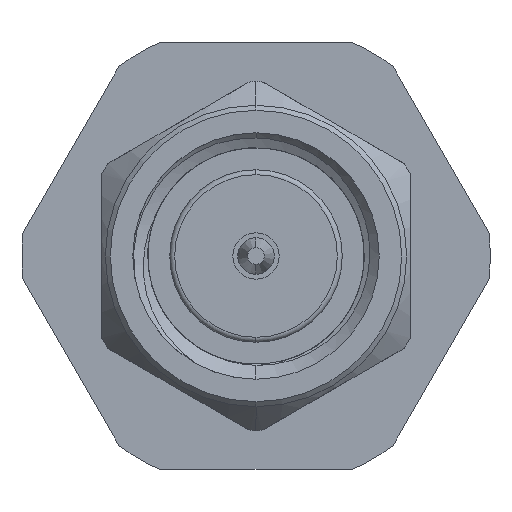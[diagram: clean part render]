
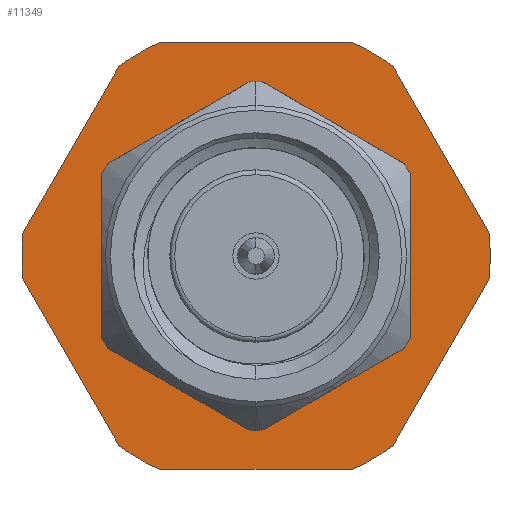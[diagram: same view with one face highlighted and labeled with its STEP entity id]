
A CAD part, left-side view. The second image highlights one B-rep face of the part: STEP entity #11349.
In plain terms, the highlighted planar face has unit normal (-1, 0, 0).
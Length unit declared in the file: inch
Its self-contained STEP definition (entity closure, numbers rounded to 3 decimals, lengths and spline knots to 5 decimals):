
#87 = VERTEX_POINT ( 'NONE', #744 ) ;
#141 = DIRECTION ( 'NONE',  ( 0., 0., 1. ) ) ;
#209 = DIRECTION ( 'NONE',  ( -1., 0., 0. ) ) ;
#395 = EDGE_LOOP ( 'NONE', ( #8181, #4447, #7930, #5875, #2905, #3995, #1321, #2396, #7219, #7014, #1150, #3443 ) ) ;
#548 = DIRECTION ( 'NONE',  ( 0., 1., 0. ) ) ;
#592 = CARTESIAN_POINT ( 'NONE',  ( 0.383, 0.23631, -0.02378 ) ) ;
#610 = DIRECTION ( 'NONE',  ( -1., 0., 0. ) ) ;
#669 = DIRECTION ( 'NONE',  ( 0., -0.5, -0.866 ) ) ;
#744 = CARTESIAN_POINT ( 'NONE',  ( 0.383, 0.23631, 0.02378 ) ) ;
#750 = CARTESIAN_POINT ( 'NONE',  ( 0.383, -0.09756, -0.21654 ) ) ;
#793 = AXIS2_PLACEMENT_3D ( 'NONE', #2442, #6007, #11413 ) ;
#860 = VERTEX_POINT ( 'NONE', #6117 ) ;
#968 = DIRECTION ( 'NONE',  ( 0., 0.5, 0.866 ) ) ;
#1150 = ORIENTED_EDGE ( 'NONE', *, *, #11425, .T. ) ;
#1321 = ORIENTED_EDGE ( 'NONE', *, *, #1598, .T. ) ;
#1414 = VERTEX_POINT ( 'NONE', #592 ) ;
#1551 = VERTEX_POINT ( 'NONE', #6428 ) ;
#1598 = EDGE_CURVE ( 'NONE', #5706, #5311, #6622, .T. ) ;
#1665 = DIRECTION ( 'NONE',  ( -1., 0., 0. ) ) ;
#1898 = DIRECTION ( 'NONE',  ( -1., 0., 0. ) ) ;
#2010 = CARTESIAN_POINT ( 'NONE',  ( 0.383, -0.23631, -0.02378 ) ) ;
#2020 = AXIS2_PLACEMENT_3D ( 'NONE', #3755, #9851, #5543 ) ;
#2311 = CARTESIAN_POINT ( 'NONE',  ( 0.383, -0.12502, 0.21654 ) ) ;
#2348 = VECTOR ( 'NONE', #548, 39.37008 ) ;
#2396 = ORIENTED_EDGE ( 'NONE', *, *, #5588, .T. ) ;
#2442 = CARTESIAN_POINT ( 'NONE',  ( 0.383, 0., 0. ) ) ;
#2534 = AXIS2_PLACEMENT_3D ( 'NONE', #7982, #4421, #141 ) ;
#2589 = VECTOR ( 'NONE', #5801, 39.37008 ) ;
#2778 = DIRECTION ( 'NONE',  ( 0., 0., 1. ) ) ;
#2791 = VERTEX_POINT ( 'NONE', #6041 ) ;
#2905 = ORIENTED_EDGE ( 'NONE', *, *, #4915, .T. ) ;
#3118 = VERTEX_POINT ( 'NONE', #10647 ) ;
#3122 = VECTOR ( 'NONE', #968, 39.37008 ) ;
#3193 = EDGE_CURVE ( 'NONE', #11211, #5599, #5401, .T. ) ;
#3217 = AXIS2_PLACEMENT_3D ( 'NONE', #11178, #610, #8594 ) ;
#3292 = DIRECTION ( 'NONE',  ( 0., 0., 1. ) ) ;
#3392 = FACE_BOUND ( 'NONE', #5063, .T. ) ;
#3443 = ORIENTED_EDGE ( 'NONE', *, *, #10810, .T. ) ;
#3458 = VERTEX_POINT ( 'NONE', #2010 ) ;
#3755 = CARTESIAN_POINT ( 'NONE',  ( 0.383, 0., 0. ) ) ;
#3785 = AXIS2_PLACEMENT_3D ( 'NONE', #8718, #1665, #9588 ) ;
#3816 = CARTESIAN_POINT ( 'NONE',  ( 0.383, 0.12502, 0.21654 ) ) ;
#3995 = ORIENTED_EDGE ( 'NONE', *, *, #5611, .T. ) ;
#4213 = FACE_OUTER_BOUND ( 'NONE', #395, .T. ) ;
#4421 = DIRECTION ( 'NONE',  ( -1., 0., 0. ) ) ;
#4447 = ORIENTED_EDGE ( 'NONE', *, *, #3193, .T. ) ;
#4914 = CARTESIAN_POINT ( 'NONE',  ( 0.383, 0.09756, 0.21654 ) ) ;
#4915 = EDGE_CURVE ( 'NONE', #1414, #5442, #10992, .T. ) ;
#5063 = EDGE_LOOP ( 'NONE', ( #8635, #6095 ) ) ;
#5074 = EDGE_CURVE ( 'NONE', #5599, #87, #6255, .T. ) ;
#5139 = AXIS2_PLACEMENT_3D ( 'NONE', #7189, #1898, #2778 ) ;
#5300 = EDGE_CURVE ( 'NONE', #87, #1414, #8182, .T. ) ;
#5311 = VERTEX_POINT ( 'NONE', #750 ) ;
#5401 = CIRCLE ( 'NONE', #3217, 0.2375 ) ;
#5442 = VERTEX_POINT ( 'NONE', #7001 ) ;
#5491 = LINE ( 'NONE', #7494, #2589 ) ;
#5543 = DIRECTION ( 'NONE',  ( 0., 0., 1. ) ) ;
#5588 = EDGE_CURVE ( 'NONE', #5311, #11190, #7470, .T. ) ;
#5599 = VERTEX_POINT ( 'NONE', #7223 ) ;
#5611 = EDGE_CURVE ( 'NONE', #5442, #5706, #9846, .T. ) ;
#5706 = VERTEX_POINT ( 'NONE', #9146 ) ;
#5787 = DIRECTION ( 'NONE',  ( -1., 0., 0. ) ) ;
#5801 = DIRECTION ( 'NONE',  ( 0., -0.5, 0.866 ) ) ;
#5875 = ORIENTED_EDGE ( 'NONE', *, *, #5300, .T. ) ;
#5885 = CARTESIAN_POINT ( 'NONE',  ( 0.383, -0.23631, 0.02378 ) ) ;
#5920 = CARTESIAN_POINT ( 'NONE',  ( 0.383, -0.13874, -0.19276 ) ) ;
#6007 = DIRECTION ( 'NONE',  ( -1., 0., 0. ) ) ;
#6041 = CARTESIAN_POINT ( 'NONE',  ( 0.383, -0.13874, 0.19276 ) ) ;
#6095 = ORIENTED_EDGE ( 'NONE', *, *, #10932, .F. ) ;
#6117 = CARTESIAN_POINT ( 'NONE',  ( 0.383, 0., -0.115 ) ) ;
#6211 = VERTEX_POINT ( 'NONE', #5885 ) ;
#6243 = CARTESIAN_POINT ( 'NONE',  ( 0.383, 0., 0. ) ) ;
#6255 = LINE ( 'NONE', #3816, #9701 ) ;
#6428 = CARTESIAN_POINT ( 'NONE',  ( 0.383, 0., 0.115 ) ) ;
#6550 = DIRECTION ( 'NONE',  ( -1., 0., 0. ) ) ;
#6622 = LINE ( 'NONE', #10883, #7553 ) ;
#6963 = CARTESIAN_POINT ( 'NONE',  ( 0.383, 0.25003, 0. ) ) ;
#7001 = CARTESIAN_POINT ( 'NONE',  ( 0.383, 0.13874, -0.19276 ) ) ;
#7014 = ORIENTED_EDGE ( 'NONE', *, *, #7427, .T. ) ;
#7018 = CIRCLE ( 'NONE', #2020, 0.115 ) ;
#7052 = PLANE ( 'NONE',  #793 ) ;
#7126 = DIRECTION ( 'NONE',  ( 0., 0., 1. ) ) ;
#7189 = CARTESIAN_POINT ( 'NONE',  ( 0.383, 0., 0. ) ) ;
#7219 = ORIENTED_EDGE ( 'NONE', *, *, #10387, .T. ) ;
#7223 = CARTESIAN_POINT ( 'NONE',  ( 0.383, 0.13874, 0.19276 ) ) ;
#7410 = DIRECTION ( 'NONE',  ( 0., 0.5, -0.866 ) ) ;
#7427 = EDGE_CURVE ( 'NONE', #3458, #6211, #8542, .T. ) ;
#7470 = CIRCLE ( 'NONE', #5139, 0.2375 ) ;
#7494 = CARTESIAN_POINT ( 'NONE',  ( 0.383, -0.12502, -0.21654 ) ) ;
#7517 = CARTESIAN_POINT ( 'NONE',  ( 0.383, 0., 0. ) ) ;
#7551 = CIRCLE ( 'NONE', #2534, 0.2375 ) ;
#7553 = VECTOR ( 'NONE', #9148, 39.37008 ) ;
#7930 = ORIENTED_EDGE ( 'NONE', *, *, #5074, .T. ) ;
#7982 = CARTESIAN_POINT ( 'NONE',  ( 0.383, 0., 0. ) ) ;
#8181 = ORIENTED_EDGE ( 'NONE', *, *, #8329, .T. ) ;
#8182 = CIRCLE ( 'NONE', #3785, 0.2375 ) ;
#8225 = DIRECTION ( 'NONE',  ( 0., 0., 1. ) ) ;
#8329 = EDGE_CURVE ( 'NONE', #3118, #11211, #11330, .T. ) ;
#8542 = CIRCLE ( 'NONE', #10047, 0.2375 ) ;
#8594 = DIRECTION ( 'NONE',  ( 0., 0., 1. ) ) ;
#8635 = ORIENTED_EDGE ( 'NONE', *, *, #10079, .F. ) ;
#8718 = CARTESIAN_POINT ( 'NONE',  ( 0.383, 0., 0. ) ) ;
#8963 = CARTESIAN_POINT ( 'NONE',  ( 0.383, -0.25003, 0. ) ) ;
#9125 = AXIS2_PLACEMENT_3D ( 'NONE', #10839, #6550, #8225 ) ;
#9146 = CARTESIAN_POINT ( 'NONE',  ( 0.383, 0.09756, -0.21654 ) ) ;
#9148 = DIRECTION ( 'NONE',  ( 0., -1., 0. ) ) ;
#9471 = VECTOR ( 'NONE', #669, 39.37008 ) ;
#9588 = DIRECTION ( 'NONE',  ( 0., 0., 1. ) ) ;
#9701 = VECTOR ( 'NONE', #7410, 39.37008 ) ;
#9846 = CIRCLE ( 'NONE', #9125, 0.2375 ) ;
#9851 = DIRECTION ( 'NONE',  ( -1., 0., 0. ) ) ;
#10047 = AXIS2_PLACEMENT_3D ( 'NONE', #7517, #5787, #3292 ) ;
#10079 = EDGE_CURVE ( 'NONE', #860, #1551, #11157, .T. ) ;
#10387 = EDGE_CURVE ( 'NONE', #11190, #3458, #5491, .T. ) ;
#10517 = AXIS2_PLACEMENT_3D ( 'NONE', #6243, #209, #7126 ) ;
#10647 = CARTESIAN_POINT ( 'NONE',  ( 0.383, -0.09756, 0.21654 ) ) ;
#10810 = EDGE_CURVE ( 'NONE', #2791, #3118, #7551, .T. ) ;
#10839 = CARTESIAN_POINT ( 'NONE',  ( 0.383, 0., 0. ) ) ;
#10873 = LINE ( 'NONE', #8963, #3122 ) ;
#10883 = CARTESIAN_POINT ( 'NONE',  ( 0.383, 0.12502, -0.21654 ) ) ;
#10932 = EDGE_CURVE ( 'NONE', #1551, #860, #7018, .T. ) ;
#10992 = LINE ( 'NONE', #6963, #9471 ) ;
#11157 = CIRCLE ( 'NONE', #10517, 0.115 ) ;
#11178 = CARTESIAN_POINT ( 'NONE',  ( 0.383, 0., 0. ) ) ;
#11190 = VERTEX_POINT ( 'NONE', #5920 ) ;
#11211 = VERTEX_POINT ( 'NONE', #4914 ) ;
#11330 = LINE ( 'NONE', #2311, #2348 ) ;
#11349 = ADVANCED_FACE ( 'NONE', ( #3392, #4213 ), #7052, .T. ) ;
#11413 = DIRECTION ( 'NONE',  ( 0., 0., 1. ) ) ;
#11425 = EDGE_CURVE ( 'NONE', #6211, #2791, #10873, .T. ) ;
